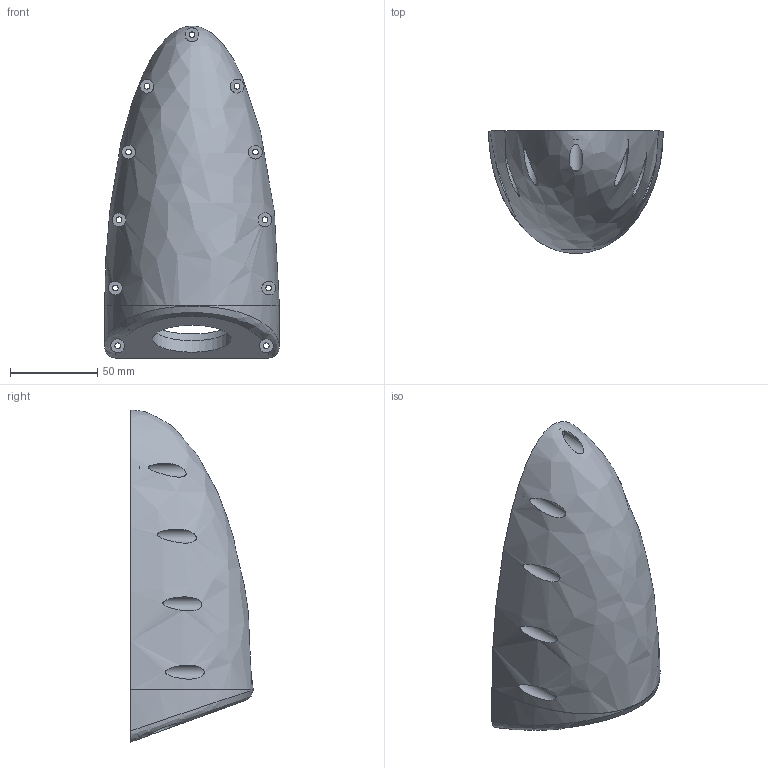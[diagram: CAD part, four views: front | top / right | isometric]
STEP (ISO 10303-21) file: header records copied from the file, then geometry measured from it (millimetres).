
FILE_DESCRIPTION(('FreeCAD Model'),'2;1');
FILE_NAME('Open CASCADE Shape Model','2025-01-17T14:09:14',(''),(''), 'Open CASCADE STEP processor 7.6','FreeCAD','Unknown');
FILE_SCHEMA(('AUTOMOTIVE_DESIGN { 1 0 10303 214 1 1 1 1 }'));
Length unit declared in the file: millimetre
Products named in the file (3): Part; Тіло004; Тіло002
Assembly tree (2 placements, depth 2):
  Part
    Тіло004
    Тіло002
Bounding box: 100 x 69.98 x 190 mm (x, y, z)
Volume: 240933.2 mm3; surface area: 70610.3 mm2
Topology: 2 solids, 2 shells, 48 faces, 118 edges, 81 vertices
Faces by surface type: cylinder 24, plane 18, extrusion 3, bspline 3
Full cylindrical faces by diameter (mm): 3.3 x11, 8 x11, 45 x1, 50 x1
Entity records: 4800 total; most frequent: CARTESIAN_POINT 3576, ORIENTED_EDGE 232, DIRECTION 223, EDGE_CURVE 116, AXIS2_PLACEMENT_3D 93, FACE_BOUND 81, EDGE_LOOP 81, VERTEX_POINT 81
